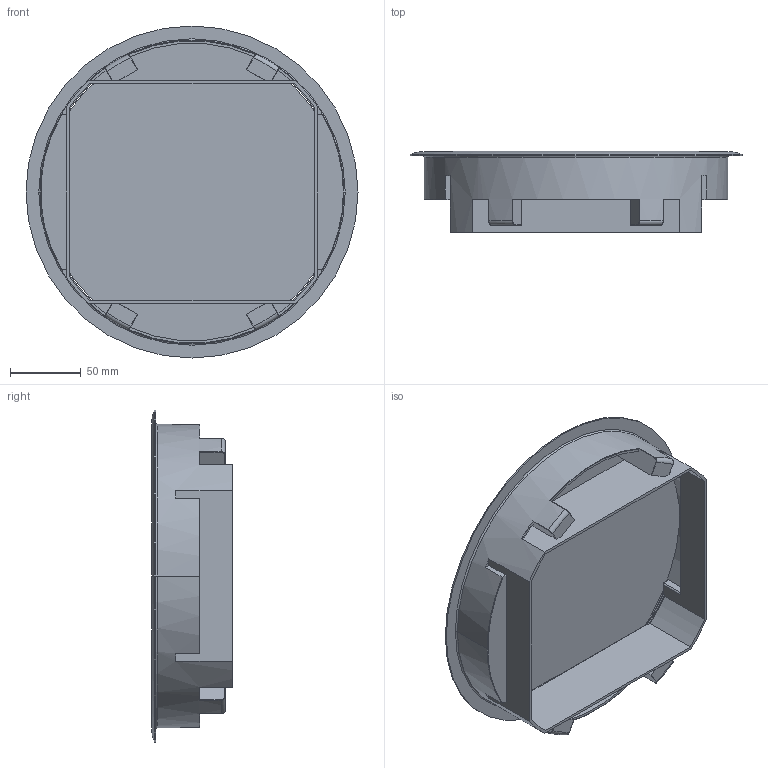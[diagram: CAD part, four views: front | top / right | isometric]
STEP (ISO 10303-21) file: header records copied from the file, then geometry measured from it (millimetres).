
FILE_DESCRIPTION (( 'STEP AP203' ), '1' );
FILE_NAME ('VDR0612.STEP', '2022-07-29T06:05:34', ( '' ), ( '' ), 'SwSTEP 2.0', 'SolidWorks 2019', '' );
FILE_SCHEMA (( 'CONFIG_CONTROL_DESIGN' ));
Length unit declared in the file: millimetre
Products named in the file (3): Rahmen VR06 R12; VDR0612; Verschlussdeckelpappe VDR06_Standard
Assembly tree (2 placements, depth 2):
  VDR0612
    Rahmen VR06 R12
    Verschlussdeckelpappe VDR06_Standard
Bounding box: 234 x 57 x 234 mm (x, y, z)
Volume: 252160.6 mm3; surface area: 190192.2 mm2
Topology: 2 solids, 2 shells, 148 faces, 384 edges, 241 vertices
Faces by surface type: plane 67, cylinder 52, torus 21, bspline 8
Entity records: 5487 total; most frequent: CARTESIAN_POINT 1636, ORIENTED_EDGE 768, DIRECTION 732, EDGE_CURVE 384, AXIS2_PLACEMENT_3D 265, VERTEX_POINT 241, LINE 202, VECTOR 202
